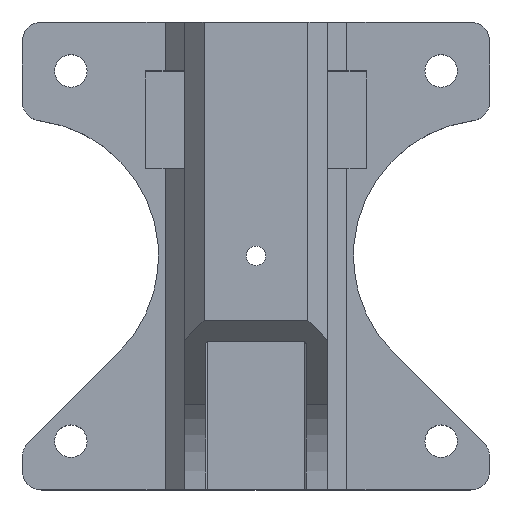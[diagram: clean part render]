
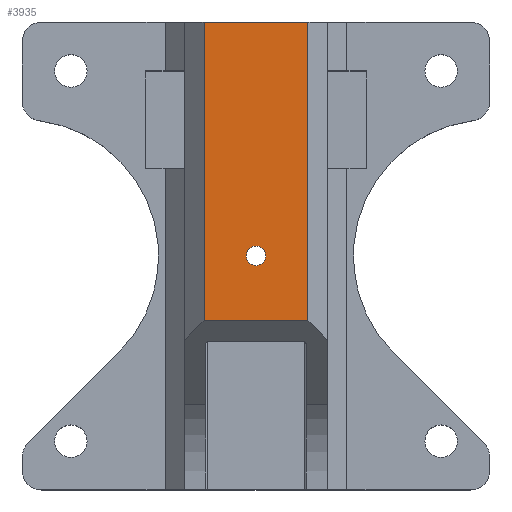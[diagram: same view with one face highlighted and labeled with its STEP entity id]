
A CAD part, top view. The second image highlights one B-rep face of the part: STEP entity #3935.
In plain terms, the highlighted planar face has unit normal (0, 0, 1).
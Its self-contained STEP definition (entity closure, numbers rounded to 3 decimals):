
#246 = PLANE('',#247);
#247 = AXIS2_PLACEMENT_3D('',#248,#249,#250);
#248 = CARTESIAN_POINT('',(36.,72.,9.405));
#249 = DIRECTION('',(0.,1.,0.));
#250 = DIRECTION('',(0.,0.,1.));
#1632 = VERTEX_POINT('',#1633);
#1633 = CARTESIAN_POINT('',(28.,72.,29.));
#1647 = PLANE('',#1648);
#1648 = AXIS2_PLACEMENT_3D('',#1649,#1650,#1651);
#1649 = CARTESIAN_POINT('',(26.5,26.,27.5));
#1650 = DIRECTION('',(-0.707,0.,0.707));
#1651 = DIRECTION('',(0.,1.,0.));
#1659 = EDGE_CURVE('',#1632,#1660,#1662,.T.);
#1660 = VERTEX_POINT('',#1661);
#1661 = CARTESIAN_POINT('',(44.,72.,29.));
#1662 = SURFACE_CURVE('',#1663,(#1667,#1674),.PCURVE_S1.);
#1663 = LINE('',#1664,#1665);
#1664 = CARTESIAN_POINT('',(25.,72.,29.));
#1665 = VECTOR('',#1666,1.);
#1666 = DIRECTION('',(1.,0.,0.));
#1667 = PCURVE('',#246,#1668);
#1668 = DEFINITIONAL_REPRESENTATION('',(#1669),#1673);
#1669 = LINE('',#1670,#1671);
#1670 = CARTESIAN_POINT('',(19.595,-11.));
#1671 = VECTOR('',#1672,1.);
#1672 = DIRECTION('',(0.,1.));
#1673 = ( GEOMETRIC_REPRESENTATION_CONTEXT(2) 
PARAMETRIC_REPRESENTATION_CONTEXT() REPRESENTATION_CONTEXT('2D SPACE',''
  ) );
#1674 = PCURVE('',#1675,#1680);
#1675 = PLANE('',#1676);
#1676 = AXIS2_PLACEMENT_3D('',#1677,#1678,#1679);
#1677 = CARTESIAN_POINT('',(25.,0.,29.));
#1678 = DIRECTION('',(0.,0.,1.));
#1679 = DIRECTION('',(1.,0.,0.));
#1680 = DEFINITIONAL_REPRESENTATION('',(#1681),#1685);
#1681 = LINE('',#1682,#1683);
#1682 = CARTESIAN_POINT('',(0.,72.));
#1683 = VECTOR('',#1684,1.);
#1684 = DIRECTION('',(1.,0.));
#1685 = ( GEOMETRIC_REPRESENTATION_CONTEXT(2) 
PARAMETRIC_REPRESENTATION_CONTEXT() REPRESENTATION_CONTEXT('2D SPACE',''
  ) );
#1703 = PLANE('',#1704);
#1704 = AXIS2_PLACEMENT_3D('',#1705,#1706,#1707);
#1705 = CARTESIAN_POINT('',(45.5,26.,27.5));
#1706 = DIRECTION('',(0.707,0.,0.707));
#1707 = DIRECTION('',(0.,-1.,0.));
#2662 = PLANE('',#2663);
#2663 = AXIS2_PLACEMENT_3D('',#2664,#2665,#2666);
#2664 = CARTESIAN_POINT('',(0.,26.,29.));
#2665 = DIRECTION('',(0.,0.712,-0.703));
#2666 = DIRECTION('',(0.,-0.703,-0.712));
#3864 = VERTEX_POINT('',#3865);
#3865 = CARTESIAN_POINT('',(28.,26.,29.));
#3886 = EDGE_CURVE('',#3864,#1632,#3887,.T.);
#3887 = SURFACE_CURVE('',#3888,(#3892,#3899),.PCURVE_S1.);
#3888 = LINE('',#3889,#3890);
#3889 = CARTESIAN_POINT('',(28.,26.,29.));
#3890 = VECTOR('',#3891,1.);
#3891 = DIRECTION('',(0.,1.,0.));
#3892 = PCURVE('',#1647,#3893);
#3893 = DEFINITIONAL_REPRESENTATION('',(#3894),#3898);
#3894 = LINE('',#3895,#3896);
#3895 = CARTESIAN_POINT('',(0.,-2.121));
#3896 = VECTOR('',#3897,1.);
#3897 = DIRECTION('',(1.,0.));
#3898 = ( GEOMETRIC_REPRESENTATION_CONTEXT(2) 
PARAMETRIC_REPRESENTATION_CONTEXT() REPRESENTATION_CONTEXT('2D SPACE',''
  ) );
#3899 = PCURVE('',#1675,#3900);
#3900 = DEFINITIONAL_REPRESENTATION('',(#3901),#3905);
#3901 = LINE('',#3902,#3903);
#3902 = CARTESIAN_POINT('',(3.,26.));
#3903 = VECTOR('',#3904,1.);
#3904 = DIRECTION('',(0.,1.));
#3905 = ( GEOMETRIC_REPRESENTATION_CONTEXT(2) 
PARAMETRIC_REPRESENTATION_CONTEXT() REPRESENTATION_CONTEXT('2D SPACE',''
  ) );
#3935 = ADVANCED_FACE('',(#3936,#3984),#1675,.T.);
#3936 = FACE_BOUND('',#3937,.T.);
#3937 = EDGE_LOOP('',(#3938,#3939,#3940,#3963));
#3938 = ORIENTED_EDGE('',*,*,#1659,.F.);
#3939 = ORIENTED_EDGE('',*,*,#3886,.F.);
#3940 = ORIENTED_EDGE('',*,*,#3941,.T.);
#3941 = EDGE_CURVE('',#3864,#3942,#3944,.T.);
#3942 = VERTEX_POINT('',#3943);
#3943 = CARTESIAN_POINT('',(44.,26.,29.));
#3944 = SURFACE_CURVE('',#3945,(#3949,#3956),.PCURVE_S1.);
#3945 = LINE('',#3946,#3947);
#3946 = CARTESIAN_POINT('',(0.,26.,29.));
#3947 = VECTOR('',#3948,1.);
#3948 = DIRECTION('',(1.,0.,0.));
#3949 = PCURVE('',#1675,#3950);
#3950 = DEFINITIONAL_REPRESENTATION('',(#3951),#3955);
#3951 = LINE('',#3952,#3953);
#3952 = CARTESIAN_POINT('',(-25.,26.));
#3953 = VECTOR('',#3954,1.);
#3954 = DIRECTION('',(1.,0.));
#3955 = ( GEOMETRIC_REPRESENTATION_CONTEXT(2) 
PARAMETRIC_REPRESENTATION_CONTEXT() REPRESENTATION_CONTEXT('2D SPACE',''
  ) );
#3956 = PCURVE('',#2662,#3957);
#3957 = DEFINITIONAL_REPRESENTATION('',(#3958),#3962);
#3958 = LINE('',#3959,#3960);
#3959 = CARTESIAN_POINT('',(0.,-0.));
#3960 = VECTOR('',#3961,1.);
#3961 = DIRECTION('',(0.,-1.));
#3962 = ( GEOMETRIC_REPRESENTATION_CONTEXT(2) 
PARAMETRIC_REPRESENTATION_CONTEXT() REPRESENTATION_CONTEXT('2D SPACE',''
  ) );
#3963 = ORIENTED_EDGE('',*,*,#3964,.T.);
#3964 = EDGE_CURVE('',#3942,#1660,#3965,.T.);
#3965 = SURFACE_CURVE('',#3966,(#3970,#3977),.PCURVE_S1.);
#3966 = LINE('',#3967,#3968);
#3967 = CARTESIAN_POINT('',(44.,26.,29.));
#3968 = VECTOR('',#3969,1.);
#3969 = DIRECTION('',(0.,1.,0.));
#3970 = PCURVE('',#1675,#3971);
#3971 = DEFINITIONAL_REPRESENTATION('',(#3972),#3976);
#3972 = LINE('',#3973,#3974);
#3973 = CARTESIAN_POINT('',(19.,26.));
#3974 = VECTOR('',#3975,1.);
#3975 = DIRECTION('',(0.,1.));
#3976 = ( GEOMETRIC_REPRESENTATION_CONTEXT(2) 
PARAMETRIC_REPRESENTATION_CONTEXT() REPRESENTATION_CONTEXT('2D SPACE',''
  ) );
#3977 = PCURVE('',#1703,#3978);
#3978 = DEFINITIONAL_REPRESENTATION('',(#3979),#3983);
#3979 = LINE('',#3980,#3981);
#3980 = CARTESIAN_POINT('',(-0.,-2.121));
#3981 = VECTOR('',#3982,1.);
#3982 = DIRECTION('',(-1.,0.));
#3983 = ( GEOMETRIC_REPRESENTATION_CONTEXT(2) 
PARAMETRIC_REPRESENTATION_CONTEXT() REPRESENTATION_CONTEXT('2D SPACE',''
  ) );
#3984 = FACE_BOUND('',#3985,.T.);
#3985 = EDGE_LOOP('',(#3986));
#3986 = ORIENTED_EDGE('',*,*,#3987,.F.);
#3987 = EDGE_CURVE('',#3988,#3988,#3990,.T.);
#3988 = VERTEX_POINT('',#3989);
#3989 = CARTESIAN_POINT('',(37.5,36.,29.));
#3990 = SURFACE_CURVE('',#3991,(#3996,#4003),.PCURVE_S1.);
#3991 = CIRCLE('',#3992,1.5);
#3992 = AXIS2_PLACEMENT_3D('',#3993,#3994,#3995);
#3993 = CARTESIAN_POINT('',(36.,36.,29.));
#3994 = DIRECTION('',(0.,0.,1.));
#3995 = DIRECTION('',(1.,0.,0.));
#3996 = PCURVE('',#1675,#3997);
#3997 = DEFINITIONAL_REPRESENTATION('',(#3998),#4002);
#3998 = CIRCLE('',#3999,1.5);
#3999 = AXIS2_PLACEMENT_2D('',#4000,#4001);
#4000 = CARTESIAN_POINT('',(11.,36.));
#4001 = DIRECTION('',(1.,0.));
#4002 = ( GEOMETRIC_REPRESENTATION_CONTEXT(2) 
PARAMETRIC_REPRESENTATION_CONTEXT() REPRESENTATION_CONTEXT('2D SPACE',''
  ) );
#4003 = PCURVE('',#4004,#4009);
#4004 = CYLINDRICAL_SURFACE('',#4005,1.5);
#4005 = AXIS2_PLACEMENT_3D('',#4006,#4007,#4008);
#4006 = CARTESIAN_POINT('',(36.,36.,25.5));
#4007 = DIRECTION('',(0.,0.,1.));
#4008 = DIRECTION('',(1.,0.,0.));
#4009 = DEFINITIONAL_REPRESENTATION('',(#4010),#4014);
#4010 = LINE('',#4011,#4012);
#4011 = CARTESIAN_POINT('',(0.,3.5));
#4012 = VECTOR('',#4013,1.);
#4013 = DIRECTION('',(1.,0.));
#4014 = ( GEOMETRIC_REPRESENTATION_CONTEXT(2) 
PARAMETRIC_REPRESENTATION_CONTEXT() REPRESENTATION_CONTEXT('2D SPACE',''
  ) );
